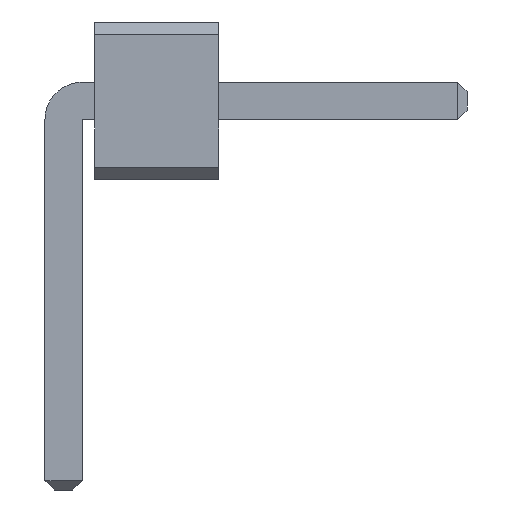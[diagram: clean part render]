
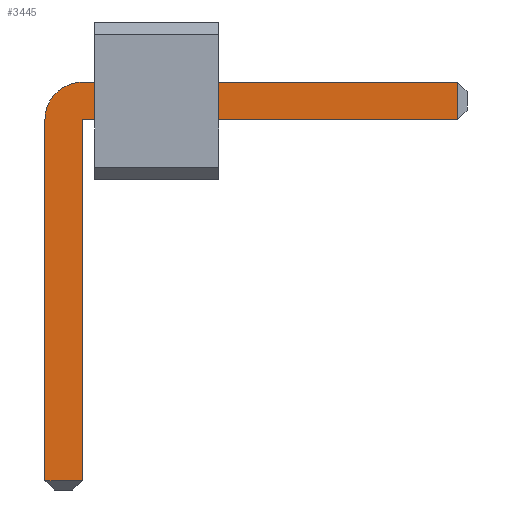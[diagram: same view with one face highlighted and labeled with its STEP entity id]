
A CAD part, front view. The second image highlights one B-rep face of the part: STEP entity #3445.
In plain terms, the highlighted planar face has unit normal (0, -1, 0).
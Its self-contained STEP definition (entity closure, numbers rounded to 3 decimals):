
#13=DIRECTION('',(0.,0.,1.));
#1537=VECTOR('',#13,1.);
#3216=DIRECTION('',(0.,0.,-1.));
#3248=VECTOR('',#3249,1.);
#3249=DIRECTION('',(1.,0.,0.));
#3255=VECTOR('',#3216,1.);
#3262=VECTOR('',#3263,1.);
#3263=DIRECTION('',(-1.,0.,0.));
#3284=DIRECTION('',(-0.,1.,0.));
#3288=DIRECTION('',(0.,1.,0.));
#3289=DIRECTION('',(0.,0.,1.));
#3296=VERTEX_POINT('',#3297);
#3297=CARTESIAN_POINT('',(0.15,-25.15,0.785));
#3299=ORIENTED_EDGE('',*,*,#3300,.T.);
#3300=EDGE_CURVE('',#3296,#3301,#3303,.T.);
#3301=VERTEX_POINT('',#3302);
#3302=CARTESIAN_POINT('',(3.175,-25.15,0.785));
#3303=LINE('',#3304,#3248);
#3304=CARTESIAN_POINT('',(-0.15,-25.15,0.785));
#3341=EDGE_CURVE('',#3342,#3296,#3344,.T.);
#3342=VERTEX_POINT('',#3343);
#3343=CARTESIAN_POINT('',(-0.15,-25.15,0.485));
#3344=CIRCLE('',#3345,0.3);
#3345=AXIS2_PLACEMENT_3D('',#3346,#3284,#3216);
#3346=CARTESIAN_POINT('',(0.15,-25.15,0.485));
#3358=VERTEX_POINT('',#3359);
#3359=CARTESIAN_POINT('',(3.175,-25.15,0.485));
#3361=ORIENTED_EDGE('',*,*,#3362,.T.);
#3362=EDGE_CURVE('',#3358,#3363,#3364,.T.);
#3363=VERTEX_POINT('',#3346);
#3364=LINE('',#3365,#3262);
#3365=CARTESIAN_POINT('',(3.25,-25.15,0.485));
#3377=VERTEX_POINT('',#3378);
#3378=CARTESIAN_POINT('',(-0.15,-25.15,-2.425));
#3380=ORIENTED_EDGE('',*,*,#3381,.T.);
#3381=EDGE_CURVE('',#3377,#3342,#3382,.T.);
#3382=LINE('',#3383,#1537);
#3383=CARTESIAN_POINT('',(-0.15,-25.15,-2.5));
#3391=ORIENTED_EDGE('',*,*,#3392,.T.);
#3392=EDGE_CURVE('',#3363,#3393,#3395,.T.);
#3393=VERTEX_POINT('',#3394);
#3394=CARTESIAN_POINT('',(0.15,-25.15,-2.425));
#3395=LINE('',#3346,#3255);
#3445=ADVANCED_FACE('',(#3446),#3455,.F.);
#3446=FACE_BOUND('',#3447,.F.);
#3447=EDGE_LOOP('',(#3299,#3448,#3361,#3391,#3451,#3380,#3454));
#3448=ORIENTED_EDGE('',*,*,#3449,.T.);
#3449=EDGE_CURVE('',#3301,#3358,#3450,.T.);
#3450=LINE('',#3302,#3255);
#3451=ORIENTED_EDGE('',*,*,#3452,.T.);
#3452=EDGE_CURVE('',#3393,#3377,#3453,.T.);
#3453=LINE('',#3394,#3262);
#3454=ORIENTED_EDGE('',*,*,#3341,.T.);
#3455=PLANE('',#3456);
#3456=AXIS2_PLACEMENT_3D('',#3457,#3288,#3289);
#3457=CARTESIAN_POINT('',(0.858,-25.15,-0.165));
